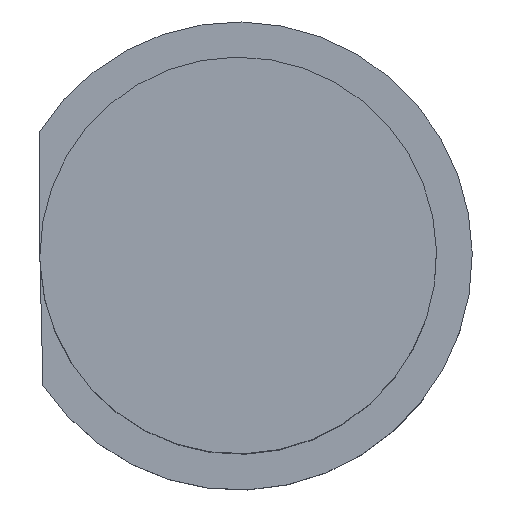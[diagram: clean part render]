
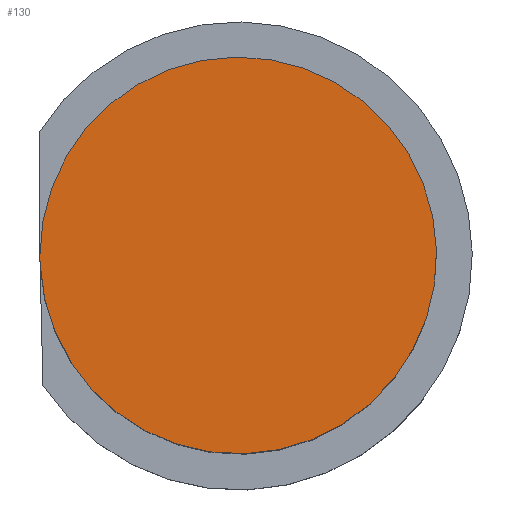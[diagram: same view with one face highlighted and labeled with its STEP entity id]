
A CAD part, top view. The second image highlights one B-rep face of the part: STEP entity #130.
In plain terms, the highlighted planar face has unit normal (0, 0, 1).
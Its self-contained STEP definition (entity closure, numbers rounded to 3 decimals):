
#24 = VERTEX_POINT('',#25);
#25 = CARTESIAN_POINT('',(-2.517,0.002,5.));
#31 = EDGE_CURVE('',#24,#32,#34,.T.);
#32 = VERTEX_POINT('',#33);
#33 = CARTESIAN_POINT('',(-2.514,-0.116,5.));
#34 = CIRCLE('',#35,2.5);
#35 = AXIS2_PLACEMENT_3D('',#36,#37,#38);
#36 = CARTESIAN_POINT('',(-0.017,0.002,5.));
#37 = DIRECTION('',(0.,0.,-1.));
#38 = DIRECTION('',(-1.,0.,0.));
#72 = EDGE_CURVE('',#24,#32,#73,.T.);
#73 = LINE('',#74,#75);
#74 = CARTESIAN_POINT('',(-2.516,-0.029,5.));
#75 = VECTOR('',#76,1.);
#76 = DIRECTION('',(0.024,-1.,0.));
#130 = ADVANCED_FACE('',(#131),#135,.T.);
#131 = FACE_BOUND('',#132,.T.);
#132 = EDGE_LOOP('',(#133,#134));
#133 = ORIENTED_EDGE('',*,*,#31,.F.);
#134 = ORIENTED_EDGE('',*,*,#72,.T.);
#135 = PLANE('',#136);
#136 = AXIS2_PLACEMENT_3D('',#137,#138,#139);
#137 = CARTESIAN_POINT('',(0.,0.,5.));
#138 = DIRECTION('',(0.,0.,1.));
#139 = DIRECTION('',(1.,0.,0.));
